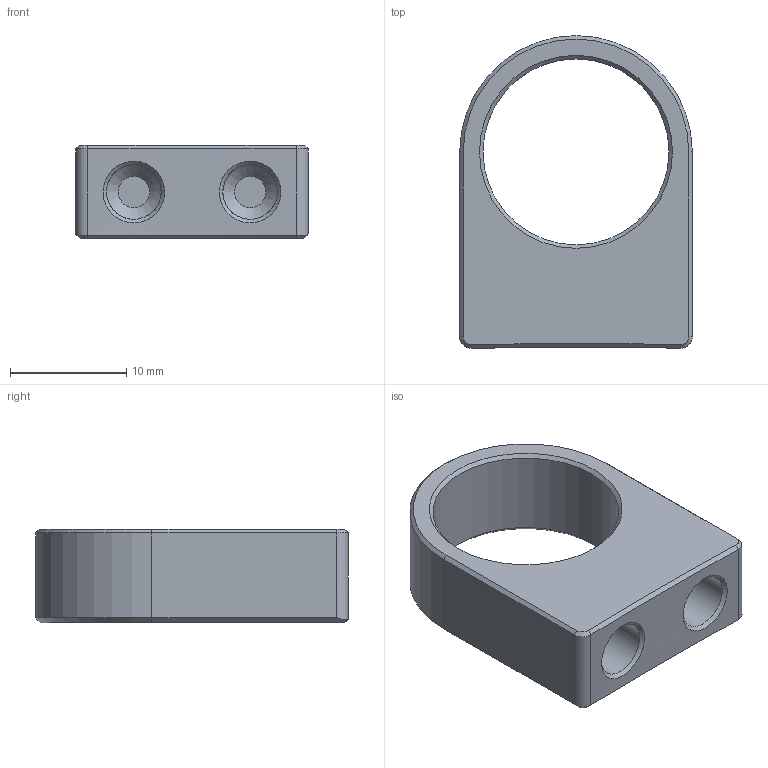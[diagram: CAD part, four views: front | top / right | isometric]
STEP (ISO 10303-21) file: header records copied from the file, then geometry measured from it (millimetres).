
FILE_DESCRIPTION(/* description */ (''),/* implementation_level */ '2;1');
FILE_NAME(/* name */ 'JJ100B_Discharger_cup_ring.stp',/* time_stamp */ '2023-12-09T13:02:05+01:00',/* author */ (''),/* organization */ (''),/* preprocessor_version */ 'ST-DEVELOPER v18.102',/* originating_system */ 'SIEMENS PLM Software NX2206.8501',/* authorisation */ '');
FILE_SCHEMA (('AUTOMOTIVE_DESIGN { 1 0 10303 214 3 1 1 1 }'));
Length unit declared in the file: millimetre
Products named in the file (1): JJ100B_Grundplatte_objects
Bounding box: 20 x 26.89 x 8 mm (x, y, z)
Volume: 2094.4 mm3; surface area: 1782.8 mm2
Topology: 1 solids, 1 shells, 31 faces, 65 edges, 38 vertices
Faces by surface type: cone 12, plane 10, cylinder 7, bspline 2
Full cylindrical faces by diameter (mm): 4.7 x2, 16 x1
Entity records: 1054 total; most frequent: CARTESIAN_POINT 362, DIRECTION 143, ORIENTED_EDGE 126, EDGE_CURVE 63, AXIS2_PLACEMENT_3D 56, VERTEX_POINT 38, EDGE_LOOP 37, ADVANCED_FACE 31
